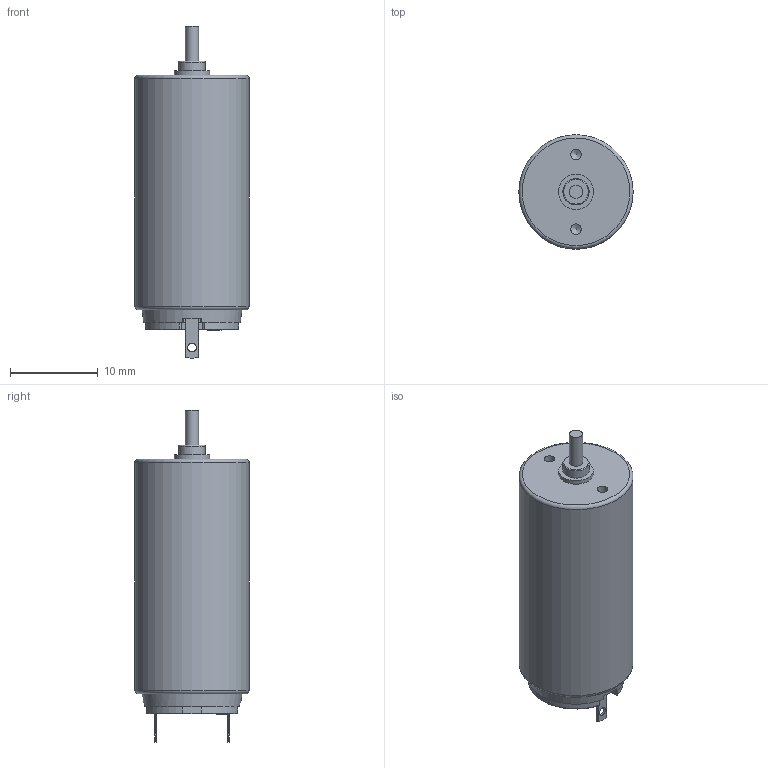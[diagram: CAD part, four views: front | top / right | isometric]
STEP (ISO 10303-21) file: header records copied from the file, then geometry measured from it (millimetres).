
FILE_DESCRIPTION (( 'STEP AP203' ), '1' );
FILE_NAME ('DCU13028.STEP', '2018-04-27T05:27:18', ( '' ), ( '' ), 'SwSTEP 2.0', 'SolidWorks 2012', '' );
FILE_SCHEMA (( 'CONFIG_CONTROL_DESIGN' ));
Length unit declared in the file: millimetre
Products named in the file (1): DCU13028
Bounding box: 13 x 13 x 37.79 mm (x, y, z)
Volume: 3771.9 mm3; surface area: 1710.7 mm2
Topology: 6 solids, 6 shells, 113 faces, 278 edges, 184 vertices
Faces by surface type: plane 57, cylinder 46, torus 7, cone 3
Full cylindrical faces by diameter (mm): 1 x2, 1.2 x2, 1.5 x1, 3 x1, 4 x1, 13 x1
Entity records: 3489 total; most frequent: CARTESIAN_POINT 772, DIRECTION 562, ORIENTED_EDGE 516, EDGE_CURVE 258, AXIS2_PLACEMENT_3D 210, VERTEX_POINT 178, LINE 142, VECTOR 142
